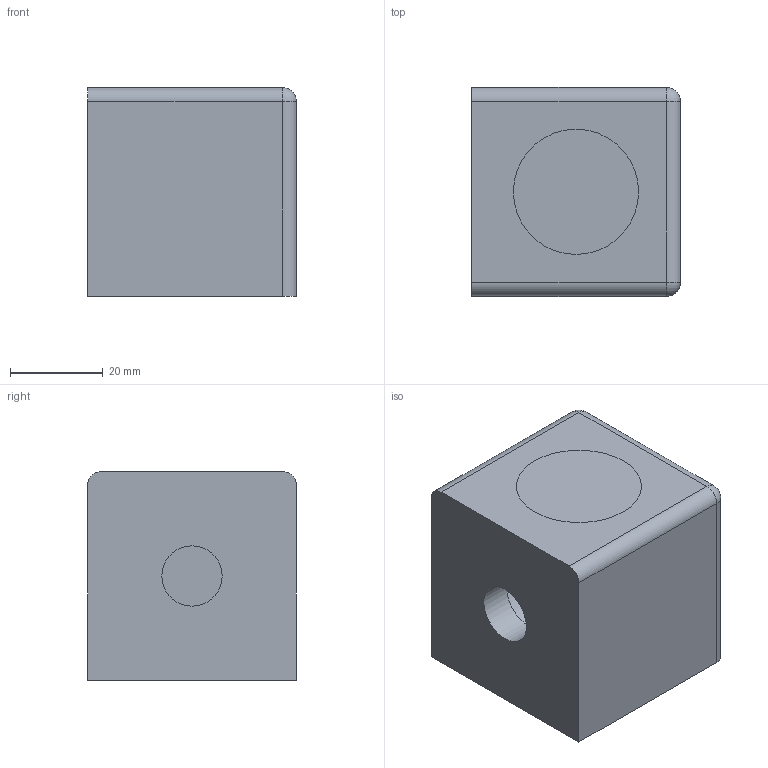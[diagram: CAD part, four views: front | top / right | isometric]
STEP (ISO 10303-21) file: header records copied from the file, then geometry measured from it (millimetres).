
FILE_DESCRIPTION(('STEP AP203'),'1');
FILE_NAME('FIXE10B1394.stp','2023-10-18T06:29:37',(' '),(' '),'Spatial InterOp 3D',' ',' ');
FILE_SCHEMA(('CONFIG_CONTROL_DESIGN'));
Length unit declared in the file: millimetre
Products named in the file (3): Raccord Cube 2D 10-45; BouchonRaccordCube
Assembly tree (3 placements, depth 2):
  Raccord Cube 2D 10-45
    Raccord Cube 2D 10-45
    BouchonRaccordCube  x2
Bounding box: 45 x 45 x 45 mm (x, y, z)
Volume: 65958.8 mm3; surface area: 19342.7 mm2
Topology: 3 solids, 3 shells, 35 faces, 70 edges, 41 vertices
Faces by surface type: cylinder 15, plane 14, cone 4, sphere 2
Full cylindrical faces by diameter (mm): 13 x2, 21 x2, 24 x6
Entity records: 1443 total; most frequent: DIRECTION 141, CARTESIAN_POINT 112, PROPERTY_DEFINITION_REPRESENTATION 98, GENERAL_PROPERTY_ASSOCIATION 98, PROPERTY_DEFINITION 98, REPRESENTATION 98, GENERAL_PROPERTY 98, DESCRIPTIVE_REPRESENTATION_ITEM 98
